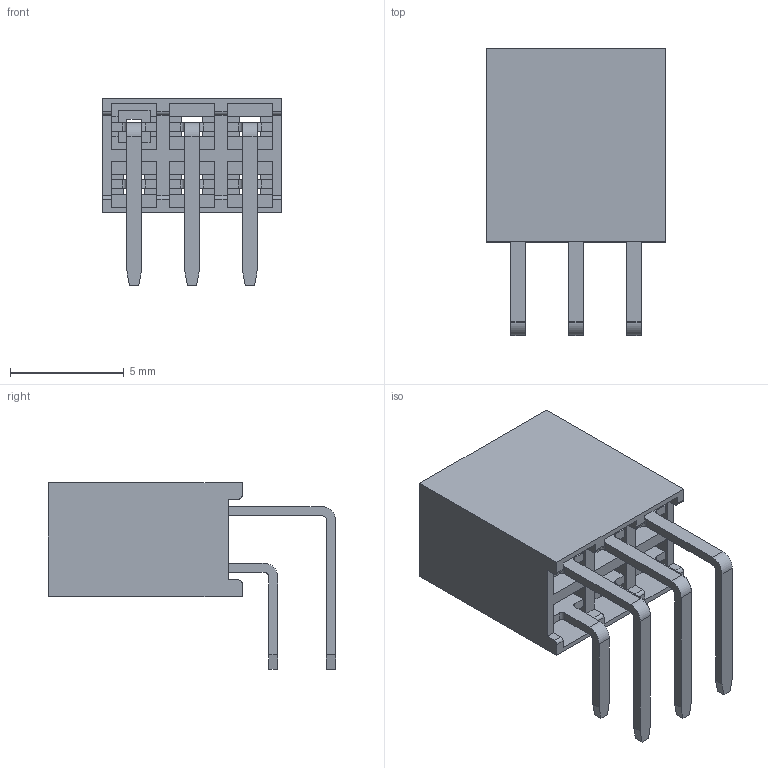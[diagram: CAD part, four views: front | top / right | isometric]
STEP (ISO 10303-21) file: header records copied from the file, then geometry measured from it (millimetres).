
FILE_DESCRIPTION(('STEP AP214'),'1');
FILE_NAME('female_header_a-bl254-da-g06d.stp','2022-05-31T13:49:29',('TraceParts'),('TraceParts S.A.'),'Spatial InterOp 3D',' ',' ');
FILE_SCHEMA(('AUTOMOTIVE_DESIGN { 1 0 10303 214 1 1 1 1 }'));
Length unit declared in the file: millimetre
Products named in the file (1): female_header_a-bl254-da-g06d
Bounding box: 7.87 x 12.6 x 8.2 mm (x, y, z)
Volume: 156.1 mm3; surface area: 791.4 mm2
Topology: 1 solids, 1 shells, 239 faces, 723 edges, 482 vertices
Faces by surface type: plane 198, cylinder 41
Entity records: 9995 total; most frequent: ORIENTED_EDGE 1446, CARTESIAN_POINT 1445, DIRECTION 1285, EDGE_CURVE 723, LINE 641, VECTOR 641, VERTEX_POINT 482, AXIS2_PLACEMENT_3D 322
